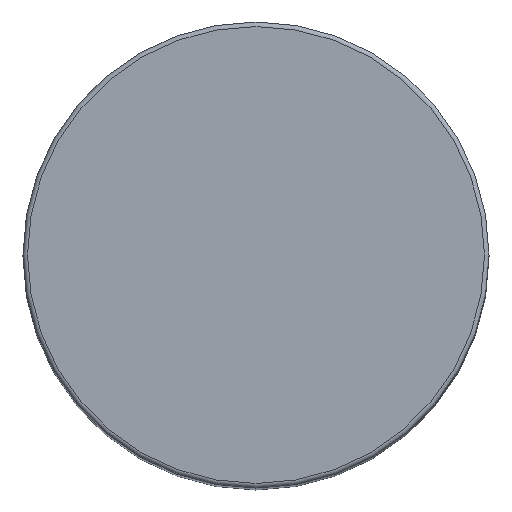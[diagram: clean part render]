
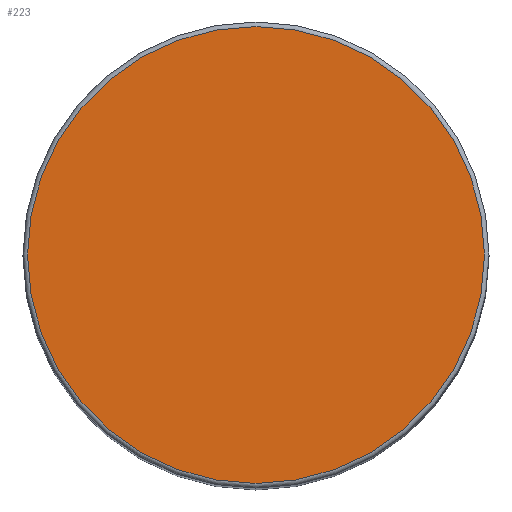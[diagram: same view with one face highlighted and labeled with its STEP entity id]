
A CAD part, top view. The second image highlights one B-rep face of the part: STEP entity #223.
In plain terms, the highlighted planar face has unit normal (0, 0, 1).
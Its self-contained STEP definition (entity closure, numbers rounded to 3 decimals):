
#38=PLANE($,#279);
#72=FACE_OUTER_BOUND($,#105,.T.);
#105=EDGE_LOOP($,(#190));
#122=CIRCLE($,#274,25.);
#139=VERTEX_POINT($,#414);
#156=EDGE_CURVE($,#139,#139,#122,.T.);
#190=ORIENTED_EDGE($,*,*,#156,.F.);
#223=ADVANCED_FACE($,(#72),#38,.T.);
#274=AXIS2_PLACEMENT_3D($,#415,#351,#352);
#279=AXIS2_PLACEMENT_3D($,#422,#361,#362);
#351=DIRECTION('center_axis',(0.,0.,-1.));
#352=DIRECTION('ref_axis',(-1.,0.,0.));
#361=DIRECTION('center_axis',(0.,0.,1.));
#362=DIRECTION('ref_axis',(1.,0.,0.));
#414=CARTESIAN_POINT('',(25.,0.,122.));
#415=CARTESIAN_POINT('Origin',(0.,0.,122.));
#422=CARTESIAN_POINT('Origin',(0.,0.,122.));
